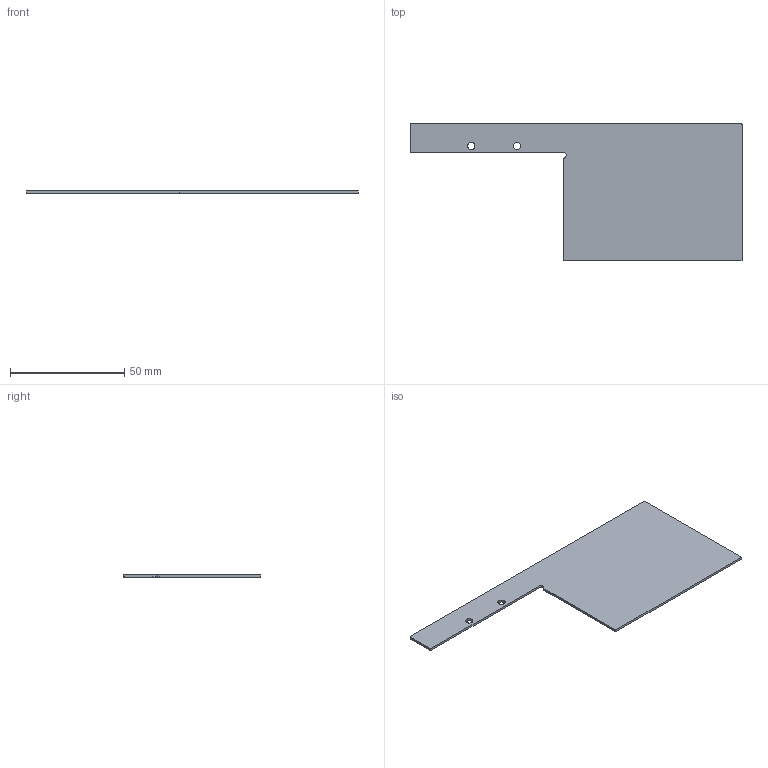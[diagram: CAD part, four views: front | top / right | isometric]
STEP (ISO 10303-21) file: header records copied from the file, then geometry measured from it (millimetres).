
FILE_DESCRIPTION (( 'STEP AP214' ), '1' );
FILE_NAME ('儂眊瑞耋ヶ路啣.STEP', '2023-02-26T11:38:45', ( 'SIAT' ), ( 'HP Inc.' ), 'SwSTEP 2.0', 'SolidWorks 2018', '' );
FILE_SCHEMA (( 'AUTOMOTIVE_DESIGN' ));
Length unit declared in the file: millimetre
Products named in the file (1): 儂眊瑞耋ヶ路啣
Bounding box: 145 x 60 x 1 mm (x, y, z)
Volume: 5517 mm3; surface area: 11464.7 mm2
Topology: 1 solids, 1 shells, 17 faces, 45 edges, 30 vertices
Faces by surface type: cylinder 9, plane 8
Entity records: 579 total; most frequent: DIRECTION 99, CARTESIAN_POINT 93, ORIENTED_EDGE 90, EDGE_CURVE 45, AXIS2_PLACEMENT_3D 36, VERTEX_POINT 30, LINE 27, VECTOR 27
